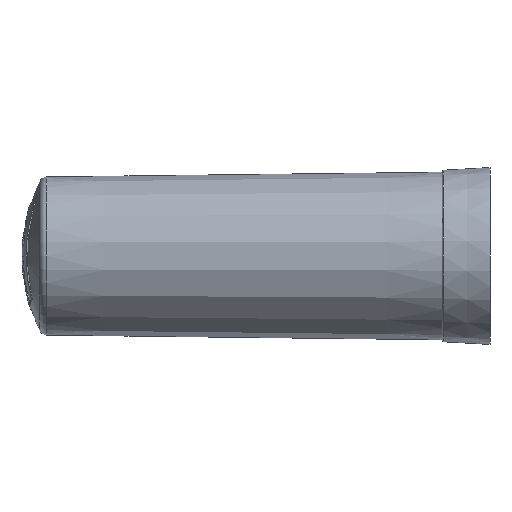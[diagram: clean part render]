
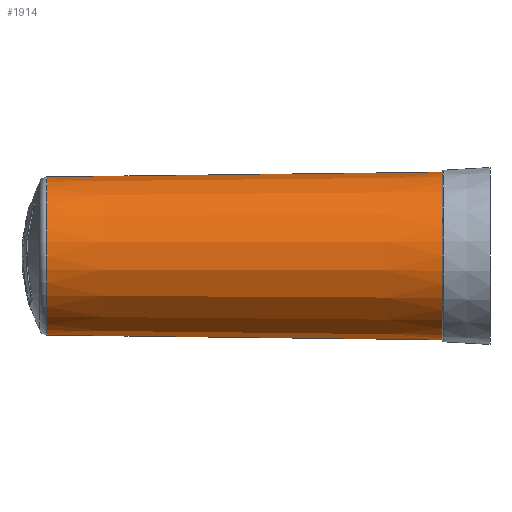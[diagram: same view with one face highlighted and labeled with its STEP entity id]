
A CAD part, front view. The second image highlights one B-rep face of the part: STEP entity #1914.
In plain terms, the highlighted conical face has half-angle 0.683 degrees and reference radius 17.234 mm.
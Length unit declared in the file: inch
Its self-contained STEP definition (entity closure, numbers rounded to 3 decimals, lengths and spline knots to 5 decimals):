
#278 = ORIENTED_EDGE ( 'NONE', *, *, #2122, .T. ) ;
#279 = ORIENTED_EDGE ( 'NONE', *, *, #1848, .T. ) ;
#280 = ORIENTED_EDGE ( 'NONE', *, *, #2121, .F. ) ;
#281 = ORIENTED_EDGE ( 'NONE', *, *, #1850, .F. ) ;
#353 = VERTEX_POINT ( 'NONE', #3745 ) ;
#354 = VERTEX_POINT ( 'NONE', #3746 ) ;
#357 = VERTEX_POINT ( 'NONE', #3739 ) ;
#378 = VERTEX_POINT ( 'NONE', #3714 ) ;
#500 = EDGE_LOOP ( 'NONE', ( #281, #280, #279, #278 ) ) ;
#1206 = FACE_OUTER_BOUND ( 'NONE', #500, .T. ) ;
#1213 = CONICAL_SURFACE ( 'NONE', #2367, 0.6785, 0.012 ) ;
#1472 = CIRCLE ( 'NONE', #4616, 0.64035 ) ;
#1476 = CIRCLE ( 'NONE', #4617, 0.6785 ) ;
#1848 = EDGE_CURVE ( 'NONE', #357, #353, #5117, .T. ) ;
#1850 = EDGE_CURVE ( 'NONE', #378, #354, #5053, .T. ) ;
#1914 = ADVANCED_FACE ( 'NONE', ( #1206 ), #1213, .T. ) ;
#2121 = EDGE_CURVE ( 'NONE', #357, #378, #1472, .T. ) ;
#2122 = EDGE_CURVE ( 'NONE', #353, #354, #1476, .T. ) ;
#2367 = AXIS2_PLACEMENT_3D ( 'NONE', #5374, #5373, #5352 ) ;
#2977 = DIRECTION ( 'NONE',  ( 0., 0., 1. ) ) ;
#2978 = DIRECTION ( 'NONE',  ( -1., 0., 0. ) ) ;
#2979 = CARTESIAN_POINT ( 'NONE',  ( -0.387, 0., 0. ) ) ;
#2982 = DIRECTION ( 'NONE',  ( 0., 0., 1. ) ) ;
#2983 = DIRECTION ( 'NONE',  ( -1., 0., 0. ) ) ;
#2985 = CARTESIAN_POINT ( 'NONE',  ( -3.58758, 0., 0. ) ) ;
#3714 = CARTESIAN_POINT ( 'NONE',  ( -3.58758, 0., 0.64035 ) ) ;
#3732 = DIRECTION ( 'NONE',  ( 1., 0., 0.012 ) ) ;
#3739 = CARTESIAN_POINT ( 'NONE',  ( -3.58758, 0., -0.64035 ) ) ;
#3745 = CARTESIAN_POINT ( 'NONE',  ( -0.387, 0., -0.6785 ) ) ;
#3746 = CARTESIAN_POINT ( 'NONE',  ( -0.387, 0., 0.6785 ) ) ;
#3786 = DIRECTION ( 'NONE',  ( 1., 0., -0.012 ) ) ;
#3825 = CARTESIAN_POINT ( 'NONE',  ( -0.387, 0., -0.6785 ) ) ;
#3853 = CARTESIAN_POINT ( 'NONE',  ( -0.387, 0., 0.6785 ) ) ;
#4616 = AXIS2_PLACEMENT_3D ( 'NONE', #2985, #2983, #2982 ) ;
#4617 = AXIS2_PLACEMENT_3D ( 'NONE', #2979, #2978, #2977 ) ;
#5053 = LINE ( 'NONE', #3853, #5074 ) ;
#5074 = VECTOR ( 'NONE', #3732, 39.37008 ) ;
#5089 = VECTOR ( 'NONE', #3786, 39.37008 ) ;
#5117 = LINE ( 'NONE', #3825, #5089 ) ;
#5352 = DIRECTION ( 'NONE',  ( 0., 0., -1. ) ) ;
#5373 = DIRECTION ( 'NONE',  ( 1., 0., 0. ) ) ;
#5374 = CARTESIAN_POINT ( 'NONE',  ( -0.387, 0., 0. ) ) ;
